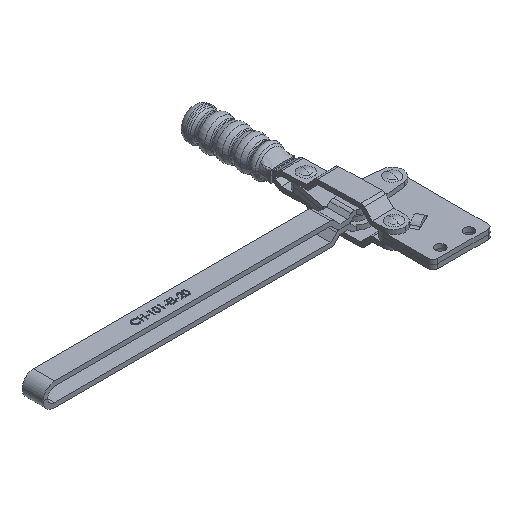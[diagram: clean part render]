
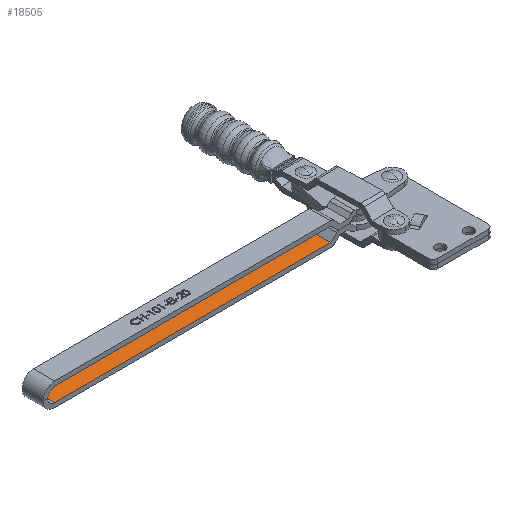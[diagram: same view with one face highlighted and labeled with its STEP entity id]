
A CAD part, isometric view. The second image highlights one B-rep face of the part: STEP entity #18505.
In plain terms, the highlighted face is planar.
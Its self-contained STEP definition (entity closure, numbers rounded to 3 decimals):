
#4040 = VECTOR ( 'NONE', #4102, 1000. ) ;
#4041 = CARTESIAN_POINT ( 'NONE',  ( -54.898, 10.708, 3. ) ) ;
#4042 = LINE ( 'NONE', #4041, #4040 ) ;
#4043 = CARTESIAN_POINT ( 'NONE',  ( -237.861, 10.708, 3. ) ) ;
#4044 = DIRECTION ( 'NONE',  ( 0., 0., -1. ) ) ;
#4045 = VECTOR ( 'NONE', #4044, 1000. ) ;
#4046 = CARTESIAN_POINT ( 'NONE',  ( -237.861, 10.708, 20. ) ) ;
#4050 = LINE ( 'NONE', #4046, #4045 ) ;
#4075 = CARTESIAN_POINT ( 'NONE',  ( -54.898, 10.708, 3. ) ) ;
#4076 = DIRECTION ( 'NONE',  ( 0., 0., -1. ) ) ;
#4077 = VECTOR ( 'NONE', #4076, 1000. ) ;
#4078 = CARTESIAN_POINT ( 'NONE',  ( -54.898, 10.708, 20. ) ) ;
#4079 = LINE ( 'NONE', #4078, #4077 ) ;
#4080 = CARTESIAN_POINT ( 'NONE',  ( -54.898, 10.708, 17. ) ) ;
#4102 = DIRECTION ( 'NONE',  ( -1., 0., 0. ) ) ;
#4122 = CARTESIAN_POINT ( 'NONE',  ( -237.861, 10.708, 17. ) ) ;
#4123 = DIRECTION ( 'NONE',  ( 1., 0., 0. ) ) ;
#4124 = VECTOR ( 'NONE', #4123, 1000. ) ;
#4125 = CARTESIAN_POINT ( 'NONE',  ( -54.898, 10.708, 17. ) ) ;
#4126 = LINE ( 'NONE', #4125, #4124 ) ;
#4127 = DIRECTION ( 'NONE',  ( 1., 0., 0. ) ) ;
#4128 = DIRECTION ( 'NONE',  ( 0., 1., 0. ) ) ;
#4129 = AXIS2_PLACEMENT_3D ( 'NONE', #4130, #4128, #4127 ) ;
#4130 = CARTESIAN_POINT ( 'NONE',  ( -54.898, 10.708, 20. ) ) ;
#4131 = PLANE ( 'NONE',  #4129 ) ;
#4132 = FACE_OUTER_BOUND ( 'NONE', #18506, .T. ) ;
#18484 = EDGE_CURVE ( 'NONE', #18510, #18485, #4050, .T. ) ;
#18485 = VERTEX_POINT ( 'NONE', #4043 ) ;
#18486 = ORIENTED_EDGE ( 'NONE', *, *, #18487, .F. ) ;
#18487 = EDGE_CURVE ( 'NONE', #18502, #18485, #4042, .T. ) ;
#18499 = VERTEX_POINT ( 'NONE', #4080 ) ;
#18501 = EDGE_CURVE ( 'NONE', #18499, #18502, #4079, .T. ) ;
#18502 = VERTEX_POINT ( 'NONE', #4075 ) ;
#18505 = ADVANCED_FACE ( 'NONE', ( #4132 ), #4131, .F. ) ;
#18506 = EDGE_LOOP ( 'NONE', ( #18507, #18508, #18563, #18486 ) ) ;
#18507 = ORIENTED_EDGE ( 'NONE', *, *, #18501, .F. ) ;
#18508 = ORIENTED_EDGE ( 'NONE', *, *, #18509, .F. ) ;
#18509 = EDGE_CURVE ( 'NONE', #18510, #18499, #4126, .T. ) ;
#18510 = VERTEX_POINT ( 'NONE', #4122 ) ;
#18563 = ORIENTED_EDGE ( 'NONE', *, *, #18484, .T. ) ;
